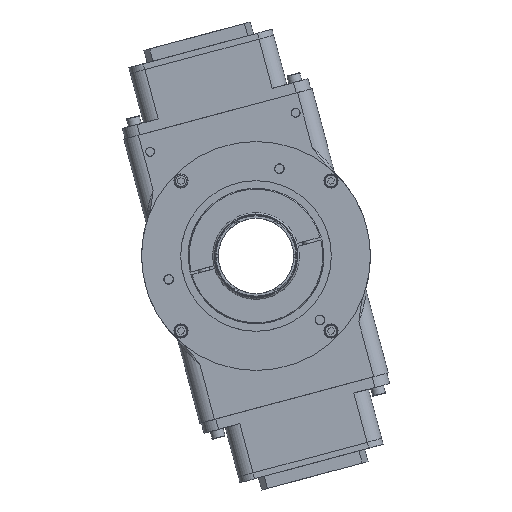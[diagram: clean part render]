
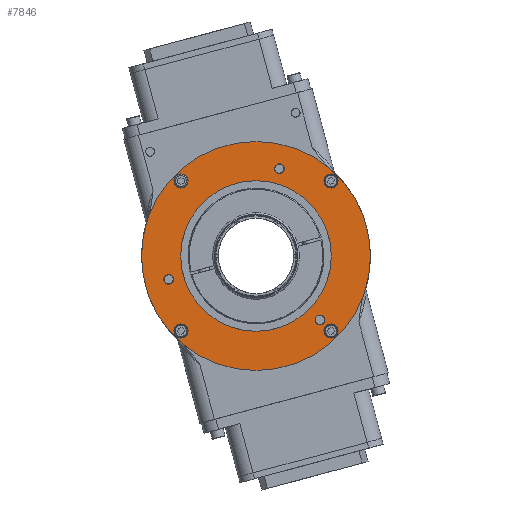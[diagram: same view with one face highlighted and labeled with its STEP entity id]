
A CAD part, front view. The second image highlights one B-rep face of the part: STEP entity #7846.
In plain terms, the highlighted planar face has unit normal (0, -1, 0).
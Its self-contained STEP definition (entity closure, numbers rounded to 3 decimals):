
#6682=CARTESIAN_POINT('',(0.,-13.208,0.));
#6683=DIRECTION('',(0.,-1.,0.));
#6684=DIRECTION('',(0.,0.,-1.));
#6685=AXIS2_PLACEMENT_3D('',#6682,#6683,#6684);
#6687=CARTESIAN_POINT('',(0.,-13.208,0.));
#6688=DIRECTION('',(0.,-1.,0.));
#6689=DIRECTION('',(0.,0.,1.));
#6690=AXIS2_PLACEMENT_3D('',#6687,#6688,#6689);
#6692=CARTESIAN_POINT('',(-36.802,-13.208,-9.861));
#6693=DIRECTION('',(0.,1.,0.));
#6694=DIRECTION('',(0.,0.,-1.));
#6695=AXIS2_PLACEMENT_3D('',#6692,#6693,#6694);
#6697=CARTESIAN_POINT('',(-36.802,-13.208,-9.861));
#6698=DIRECTION('',(0.,1.,0.));
#6699=DIRECTION('',(0.,0.,1.));
#6700=AXIS2_PLACEMENT_3D('',#6697,#6698,#6699);
#6702=CARTESIAN_POINT('',(26.941,-13.208,-26.941));
#6703=DIRECTION('',(0.,1.,0.));
#6704=DIRECTION('',(0.,0.,-1.));
#6705=AXIS2_PLACEMENT_3D('',#6702,#6703,#6704);
#6707=CARTESIAN_POINT('',(26.941,-13.208,-26.941));
#6708=DIRECTION('',(0.,1.,0.));
#6709=DIRECTION('',(0.,0.,1.));
#6710=AXIS2_PLACEMENT_3D('',#6707,#6708,#6709);
#6712=CARTESIAN_POINT('',(9.861,-13.208,36.802));
#6713=DIRECTION('',(0.,1.,0.));
#6714=DIRECTION('',(0.,0.,-1.));
#6715=AXIS2_PLACEMENT_3D('',#6712,#6713,#6714);
#6717=CARTESIAN_POINT('',(9.861,-13.208,36.802));
#6718=DIRECTION('',(0.,1.,0.));
#6719=DIRECTION('',(0.,0.,1.));
#6720=AXIS2_PLACEMENT_3D('',#6717,#6718,#6719);
#6722=CARTESIAN_POINT('',(-31.611,-13.208,31.611));
#6723=DIRECTION('',(0.,1.,0.));
#6724=DIRECTION('',(0.,0.,-1.));
#6725=AXIS2_PLACEMENT_3D('',#6722,#6723,#6724);
#6727=CARTESIAN_POINT('',(-31.611,-13.208,31.611));
#6728=DIRECTION('',(0.,1.,0.));
#6729=DIRECTION('',(0.,0.,1.));
#6730=AXIS2_PLACEMENT_3D('',#6727,#6728,#6729);
#6732=CARTESIAN_POINT('',(-31.611,-13.208,-31.611));
#6733=DIRECTION('',(0.,1.,0.));
#6734=DIRECTION('',(0.,0.,-1.));
#6735=AXIS2_PLACEMENT_3D('',#6732,#6733,#6734);
#6737=CARTESIAN_POINT('',(-31.611,-13.208,-31.611));
#6738=DIRECTION('',(0.,1.,0.));
#6739=DIRECTION('',(0.,0.,1.));
#6740=AXIS2_PLACEMENT_3D('',#6737,#6738,#6739);
#6742=CARTESIAN_POINT('',(31.611,-13.208,-31.611));
#6743=DIRECTION('',(0.,1.,0.));
#6744=DIRECTION('',(0.,0.,-1.));
#6745=AXIS2_PLACEMENT_3D('',#6742,#6743,#6744);
#6747=CARTESIAN_POINT('',(31.611,-13.208,-31.611));
#6748=DIRECTION('',(0.,1.,0.));
#6749=DIRECTION('',(0.,0.,1.));
#6750=AXIS2_PLACEMENT_3D('',#6747,#6748,#6749);
#6752=CARTESIAN_POINT('',(31.611,-13.208,31.611));
#6753=DIRECTION('',(0.,1.,0.));
#6754=DIRECTION('',(0.,0.,-1.));
#6755=AXIS2_PLACEMENT_3D('',#6752,#6753,#6754);
#6757=CARTESIAN_POINT('',(31.611,-13.208,31.611));
#6758=DIRECTION('',(0.,1.,0.));
#6759=DIRECTION('',(0.,0.,1.));
#6760=AXIS2_PLACEMENT_3D('',#6757,#6758,#6759);
#6762=CARTESIAN_POINT('',(0.,-13.208,0.));
#6763=DIRECTION('',(0.,1.,0.));
#6764=DIRECTION('',(0.,0.,-1.));
#6765=AXIS2_PLACEMENT_3D('',#6762,#6763,#6764);
#6767=CARTESIAN_POINT('',(0.,-13.208,0.));
#6768=DIRECTION('',(0.,1.,0.));
#6769=DIRECTION('',(0.,0.,1.));
#6770=AXIS2_PLACEMENT_3D('',#6767,#6768,#6769);
#7227=CARTESIAN_POINT('',(-36.802,-13.208,-11.88));
#7229=VERTEX_POINT('',#7227);
#7231=CARTESIAN_POINT('',(-36.802,-13.208,-7.842));
#7233=VERTEX_POINT('',#7231);
#7235=CARTESIAN_POINT('',(26.941,-13.208,-28.96));
#7237=VERTEX_POINT('',#7235);
#7239=CARTESIAN_POINT('',(26.941,-13.208,-24.921));
#7241=VERTEX_POINT('',#7239);
#7243=CARTESIAN_POINT('',(9.861,-13.208,34.782));
#7245=VERTEX_POINT('',#7243);
#7247=CARTESIAN_POINT('',(9.861,-13.208,38.821));
#7249=VERTEX_POINT('',#7247);
#7251=CARTESIAN_POINT('',(-31.611,-13.208,28.639));
#7253=VERTEX_POINT('',#7251);
#7255=CARTESIAN_POINT('',(-31.611,-13.208,34.582));
#7257=VERTEX_POINT('',#7255);
#7259=CARTESIAN_POINT('',(-31.611,-13.208,-34.582));
#7261=VERTEX_POINT('',#7259);
#7263=CARTESIAN_POINT('',(-31.611,-13.208,-28.639));
#7265=VERTEX_POINT('',#7263);
#7267=CARTESIAN_POINT('',(31.611,-13.208,-34.582));
#7269=VERTEX_POINT('',#7267);
#7271=CARTESIAN_POINT('',(31.611,-13.208,-28.639));
#7273=VERTEX_POINT('',#7271);
#7275=CARTESIAN_POINT('',(31.611,-13.208,28.639));
#7277=VERTEX_POINT('',#7275);
#7279=CARTESIAN_POINT('',(31.611,-13.208,34.582));
#7281=VERTEX_POINT('',#7279);
#7282=CARTESIAN_POINT('',(0.,-13.208,-48.26));
#7284=VERTEX_POINT('',#7282);
#7286=CARTESIAN_POINT('',(0.,-13.208,48.26));
#7288=VERTEX_POINT('',#7286);
#7299=CARTESIAN_POINT('',(0.,-13.208,31.75));
#7301=VERTEX_POINT('',#7299);
#7303=CARTESIAN_POINT('',(0.,-13.208,-31.75));
#7305=VERTEX_POINT('',#7303);
#7788=CARTESIAN_POINT('',(0.,-13.208,48.26));
#7789=DIRECTION('',(0.,-1.,0.));
#7790=DIRECTION('',(0.,0.,-1.));
#7791=AXIS2_PLACEMENT_3D('',#7788,#7789,#7790);
#7792=PLANE('',#7791);
#7794=ORIENTED_EDGE('',*,*,#7793,.F.);
#7795=ORIENTED_EDGE('',*,*,#7778,.F.);
#7796=EDGE_LOOP('',(#7794,#7795));
#7797=FACE_OUTER_BOUND('',#7796,.F.);
#7799=ORIENTED_EDGE('',*,*,#7798,.F.);
#7801=ORIENTED_EDGE('',*,*,#7800,.F.);
#7802=EDGE_LOOP('',(#7799,#7801));
#7803=FACE_BOUND('',#7802,.F.);
#7805=ORIENTED_EDGE('',*,*,#7804,.F.);
#7807=ORIENTED_EDGE('',*,*,#7806,.F.);
#7808=EDGE_LOOP('',(#7805,#7807));
#7809=FACE_BOUND('',#7808,.F.);
#7811=ORIENTED_EDGE('',*,*,#7810,.F.);
#7813=ORIENTED_EDGE('',*,*,#7812,.F.);
#7814=EDGE_LOOP('',(#7811,#7813));
#7815=FACE_BOUND('',#7814,.F.);
#7817=ORIENTED_EDGE('',*,*,#7816,.F.);
#7819=ORIENTED_EDGE('',*,*,#7818,.F.);
#7820=EDGE_LOOP('',(#7817,#7819));
#7821=FACE_BOUND('',#7820,.F.);
#7823=ORIENTED_EDGE('',*,*,#7822,.F.);
#7825=ORIENTED_EDGE('',*,*,#7824,.F.);
#7826=EDGE_LOOP('',(#7823,#7825));
#7827=FACE_BOUND('',#7826,.F.);
#7829=ORIENTED_EDGE('',*,*,#7828,.F.);
#7831=ORIENTED_EDGE('',*,*,#7830,.F.);
#7832=EDGE_LOOP('',(#7829,#7831));
#7833=FACE_BOUND('',#7832,.F.);
#7835=ORIENTED_EDGE('',*,*,#7834,.F.);
#7837=ORIENTED_EDGE('',*,*,#7836,.F.);
#7838=EDGE_LOOP('',(#7835,#7837));
#7839=FACE_BOUND('',#7838,.F.);
#7841=ORIENTED_EDGE('',*,*,#7840,.F.);
#7843=ORIENTED_EDGE('',*,*,#7842,.F.);
#7844=EDGE_LOOP('',(#7841,#7843));
#7845=FACE_BOUND('',#7844,.F.);
#7846=ADVANCED_FACE('',(#7797,#7803,#7809,#7815,#7821,#7827,#7833,#7839,#7845),
#7792,.T.);
#6686=CIRCLE('',#6685,48.26);
#6691=CIRCLE('',#6690,48.26);
#6696=CIRCLE('',#6695,2.019);
#6701=CIRCLE('',#6700,2.019);
#6706=CIRCLE('',#6705,2.019);
#6711=CIRCLE('',#6710,2.019);
#6716=CIRCLE('',#6715,2.019);
#6721=CIRCLE('',#6720,2.019);
#6726=CIRCLE('',#6725,2.972);
#6731=CIRCLE('',#6730,2.972);
#6736=CIRCLE('',#6735,2.972);
#6741=CIRCLE('',#6740,2.972);
#6746=CIRCLE('',#6745,2.972);
#6751=CIRCLE('',#6750,2.972);
#6756=CIRCLE('',#6755,2.972);
#6761=CIRCLE('',#6760,2.972);
#6766=CIRCLE('',#6765,31.75);
#6771=CIRCLE('',#6770,31.75);
#7778=EDGE_CURVE('',#7288,#7284,#6691,.T.);
#7793=EDGE_CURVE('',#7284,#7288,#6686,.T.);
#7798=EDGE_CURVE('',#7229,#7233,#6696,.T.);
#7800=EDGE_CURVE('',#7233,#7229,#6701,.T.);
#7804=EDGE_CURVE('',#7237,#7241,#6706,.T.);
#7806=EDGE_CURVE('',#7241,#7237,#6711,.T.);
#7810=EDGE_CURVE('',#7245,#7249,#6716,.T.);
#7812=EDGE_CURVE('',#7249,#7245,#6721,.T.);
#7816=EDGE_CURVE('',#7253,#7257,#6726,.T.);
#7818=EDGE_CURVE('',#7257,#7253,#6731,.T.);
#7822=EDGE_CURVE('',#7261,#7265,#6736,.T.);
#7824=EDGE_CURVE('',#7265,#7261,#6741,.T.);
#7828=EDGE_CURVE('',#7269,#7273,#6746,.T.);
#7830=EDGE_CURVE('',#7273,#7269,#6751,.T.);
#7834=EDGE_CURVE('',#7277,#7281,#6756,.T.);
#7836=EDGE_CURVE('',#7281,#7277,#6761,.T.);
#7840=EDGE_CURVE('',#7305,#7301,#6766,.T.);
#7842=EDGE_CURVE('',#7301,#7305,#6771,.T.);
